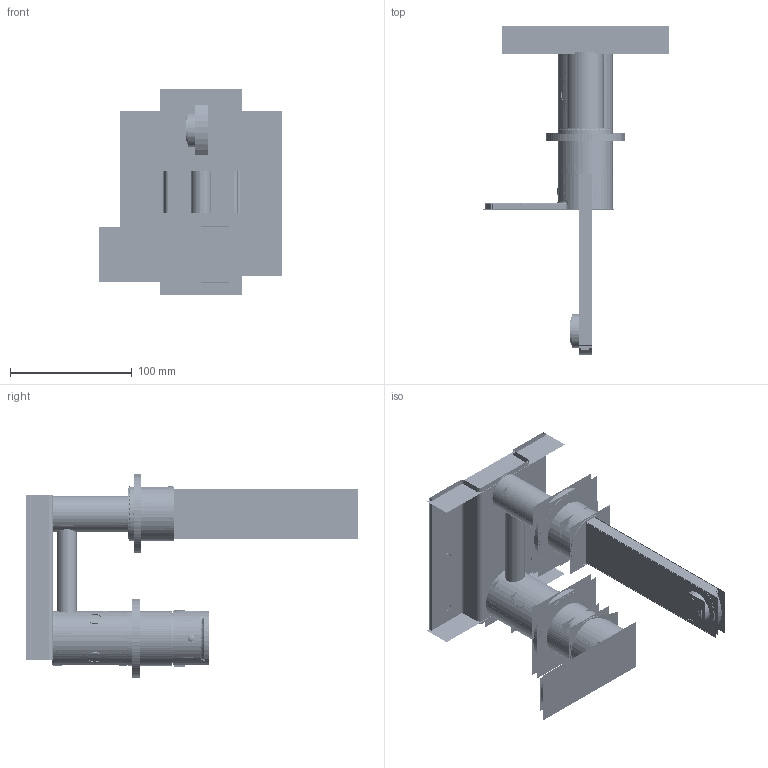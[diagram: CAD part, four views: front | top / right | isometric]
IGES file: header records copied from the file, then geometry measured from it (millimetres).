
Start section:  PTC IGES file: wp120wnc_asm.igs
Global section: file name: wp120wnc_asm.igs; native system: Pro/ENGINEER by Parametric Technology Corporation; preprocessor: 2009360; author: user33; organization: Unknown; date: 20191213.161632; units: millimetre
Bounding box: 152.43 x 272.44 x 169.62 mm (x, y, z)
Volume: 280865.6 mm3; surface area: 1063004.3 mm2
Topology: 49 solids, 72 shells, 3176 faces, 15572 edges, 19563 vertices
Faces by surface type: bspline 1600, revolution 1576
